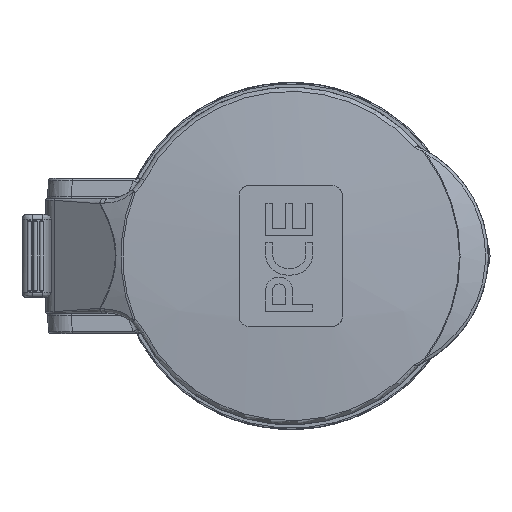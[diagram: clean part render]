
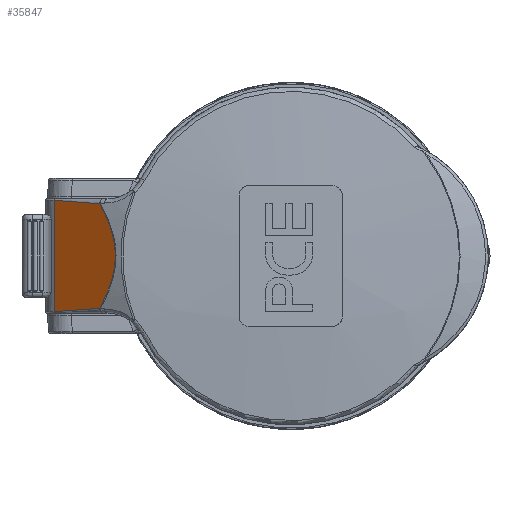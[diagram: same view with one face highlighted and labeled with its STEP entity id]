
A CAD part, left-side view. The second image highlights one B-rep face of the part: STEP entity #35847.
In plain terms, the highlighted planar face has unit normal (-0.766, 0.643, 0).
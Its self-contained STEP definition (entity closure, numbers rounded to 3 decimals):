
#160 = DIRECTION ( 'NONE',  ( 0.643, 0.766, 0. ) ) ;
#2411 = VERTEX_POINT ( 'NONE', #43077 ) ;
#2590 = EDGE_CURVE ( 'NONE', #16824, #2411, #23491, .T. ) ;
#2734 = CARTESIAN_POINT ( 'NONE',  ( -57.26, 37.682, -4.901 ) ) ;
#2871 = CARTESIAN_POINT ( 'NONE',  ( -55.805, 39.416, 9.351 ) ) ;
#3672 = ORIENTED_EDGE ( 'NONE', *, *, #21890, .T. ) ;
#6136 = CARTESIAN_POINT ( 'NONE',  ( -57.558, 37.328, -3.463 ) ) ;
#6295 = CARTESIAN_POINT ( 'NONE',  ( -55.075, 40.286, 11. ) ) ;
#7405 = CARTESIAN_POINT ( 'NONE',  ( -47.08, 49.814, 11.7 ) ) ;
#8166 = ORIENTED_EDGE ( 'NONE', *, *, #13449, .T. ) ;
#9560 = CARTESIAN_POINT ( 'NONE',  ( -57.854, 36.974, -1.007 ) ) ;
#9659 = ORIENTED_EDGE ( 'NONE', *, *, #2590, .T. ) ;
#11062 = CARTESIAN_POINT ( 'NONE',  ( -55.075, 40.286, 11. ) ) ;
#11360 = B_SPLINE_CURVE_WITH_KNOTS ( 'NONE', 3,
 ( #36758, #16286, #40202, #19734, #43658, #23242, #2734, #26665, #6136, #30148, #9560, #33529, #13003, #36895, #16442, #40344, #19881, #43804, #23396, #2871, #26825, #6295 ),
 .UNSPECIFIED., .F., .F.,
 ( 4, 2, 2, 2, 2, 2, 2, 2, 2, 2, 4 ),
 ( 0.001, 0.004, 0.007, 0.009, 0.01, 0.013, 0.015, 0.016, 0.019, 0.022, 0.025 ),
 .UNSPECIFIED. ) ;
#13003 = CARTESIAN_POINT ( 'NONE',  ( -57.835, 36.997, 1.006 ) ) ;
#13449 = EDGE_CURVE ( 'NONE', #28321, #40147, #21467, .T. ) ;
#15013 = AXIS2_PLACEMENT_3D ( 'NONE', #34204, #20622, #160 ) ;
#15327 = VECTOR ( 'NONE', #33328, 1000. ) ;
#15620 = CARTESIAN_POINT ( 'NONE',  ( -47.08, 49.814, -11.7 ) ) ;
#16286 = CARTESIAN_POINT ( 'NONE',  ( -55.45, 39.839, -10.183 ) ) ;
#16442 = CARTESIAN_POINT ( 'NONE',  ( -57.702, 37.155, 2.495 ) ) ;
#16742 = CARTESIAN_POINT ( 'NONE',  ( -55.075, 40.286, 11. ) ) ;
#16824 = VERTEX_POINT ( 'NONE', #15620 ) ;
#17132 = PLANE ( 'NONE',  #15013 ) ;
#19734 = CARTESIAN_POINT ( 'NONE',  ( -56.463, 38.632, -7.622 ) ) ;
#19881 = CARTESIAN_POINT ( 'NONE',  ( -57.275, 37.664, 4.895 ) ) ;
#20622 = DIRECTION ( 'NONE',  ( 0.766, -0.643, 0. ) ) ;
#21467 = B_SPLINE_CURVE_WITH_KNOTS ( 'NONE', 3,
 ( #16742, #23545, #30460, #40671 ),
 .UNSPECIFIED., .F., .F.,
 ( 4, 4 ),
 ( 0., 1. ),
 .UNSPECIFIED. ) ;
#21890 = EDGE_CURVE ( 'NONE', #2411, #28321, #11360, .T. ) ;
#22837 = ORIENTED_EDGE ( 'NONE', *, *, #33826, .T. ) ;
#23242 = CARTESIAN_POINT ( 'NONE',  ( -57.144, 37.821, -5.367 ) ) ;
#23396 = CARTESIAN_POINT ( 'NONE',  ( -56.46, 38.636, 7.631 ) ) ;
#23491 = B_SPLINE_CURVE_WITH_KNOTS ( 'NONE', 3,
 ( #33126, #35130, #32628, #32378 ),
 .UNSPECIFIED., .F., .F.,
 ( 4, 4 ),
 ( 0., 1. ),
 .UNSPECIFIED. ) ;
#23545 = CARTESIAN_POINT ( 'NONE',  ( -52.41, 43.462, 11. ) ) ;
#24504 = LINE ( 'NONE', #29937, #15327 ) ;
#26665 = CARTESIAN_POINT ( 'NONE',  ( -57.467, 37.435, -3.95 ) ) ;
#26825 = CARTESIAN_POINT ( 'NONE',  ( -55.45, 39.84, 10.185 ) ) ;
#28321 = VERTEX_POINT ( 'NONE', #11062 ) ;
#29937 = CARTESIAN_POINT ( 'NONE',  ( -47.08, 49.814, 12. ) ) ;
#30148 = CARTESIAN_POINT ( 'NONE',  ( -57.776, 37.067, -1.996 ) ) ;
#30345 = FACE_OUTER_BOUND ( 'NONE', #41840, .T. ) ;
#30460 = CARTESIAN_POINT ( 'NONE',  ( -49.745, 46.638, 11.7 ) ) ;
#32378 = CARTESIAN_POINT ( 'NONE',  ( -55.075, 40.286, -11. ) ) ;
#32628 = CARTESIAN_POINT ( 'NONE',  ( -52.41, 43.462, -11. ) ) ;
#33126 = CARTESIAN_POINT ( 'NONE',  ( -47.08, 49.814, -11.7 ) ) ;
#33328 = DIRECTION ( 'NONE',  ( 0., 0., -1. ) ) ;
#33529 = CARTESIAN_POINT ( 'NONE',  ( -57.854, 36.974, 0.498 ) ) ;
#33826 = EDGE_CURVE ( 'NONE', #40147, #16824, #24504, .T. ) ;
#34204 = CARTESIAN_POINT ( 'NONE',  ( -47.08, 49.814, 12. ) ) ;
#35130 = CARTESIAN_POINT ( 'NONE',  ( -49.745, 46.638, -11.7 ) ) ;
#35847 = ADVANCED_FACE ( 'NONE', ( #30345 ), #17132, .F. ) ;
#36758 = CARTESIAN_POINT ( 'NONE',  ( -55.075, 40.286, -11. ) ) ;
#36895 = CARTESIAN_POINT ( 'NONE',  ( -57.758, 37.088, 2.004 ) ) ;
#40147 = VERTEX_POINT ( 'NONE', #7405 ) ;
#40202 = CARTESIAN_POINT ( 'NONE',  ( -55.808, 39.412, -9.343 ) ) ;
#40344 = CARTESIAN_POINT ( 'NONE',  ( -57.484, 37.415, 3.951 ) ) ;
#40671 = CARTESIAN_POINT ( 'NONE',  ( -47.08, 49.814, 11.7 ) ) ;
#41840 = EDGE_LOOP ( 'NONE', ( #22837, #9659, #3672, #8166 ) ) ;
#43077 = CARTESIAN_POINT ( 'NONE',  ( -55.075, 40.286, -11. ) ) ;
#43658 = CARTESIAN_POINT ( 'NONE',  ( -56.761, 38.277, -6.739 ) ) ;
#43804 = CARTESIAN_POINT ( 'NONE',  ( -56.76, 38.278, 6.743 ) ) ;
